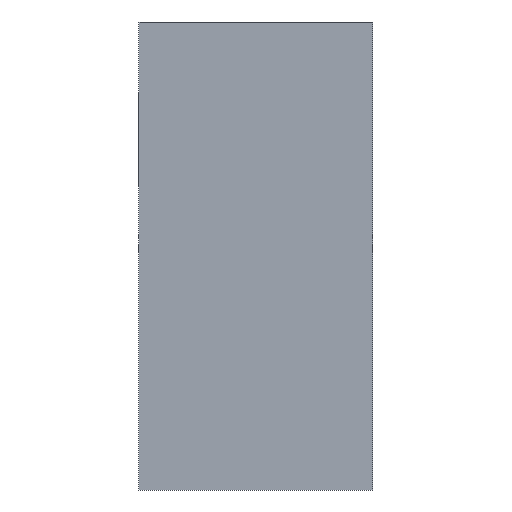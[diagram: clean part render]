
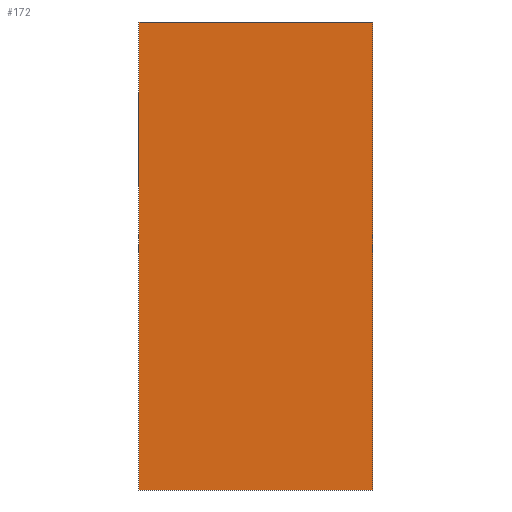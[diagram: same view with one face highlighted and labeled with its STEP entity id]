
A CAD part, left-side view. The second image highlights one B-rep face of the part: STEP entity #172.
In plain terms, the highlighted planar face has unit normal (-1, 0, 0).
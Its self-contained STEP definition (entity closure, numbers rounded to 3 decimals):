
#5 = ORIENTED_EDGE ( 'NONE', *, *, #12, .T. ) ;
#12 = EDGE_CURVE ( 'NONE', #438, #223, #388, .T. ) ;
#36 = CARTESIAN_POINT ( 'NONE',  ( -35., -25., 100. ) ) ;
#79 = CARTESIAN_POINT ( 'NONE',  ( -35., -25., 50. ) ) ;
#111 = EDGE_CURVE ( 'NONE', #156, #223, #251, .T. ) ;
#122 = ORIENTED_EDGE ( 'NONE', *, *, #271, .T. ) ;
#146 = CARTESIAN_POINT ( 'NONE',  ( -35., -25., 0. ) ) ;
#156 = VERTEX_POINT ( 'NONE', #36 ) ;
#158 = VECTOR ( 'NONE', #363, 1000. ) ;
#172 = ADVANCED_FACE ( 'NONE', ( #355 ), #186, .F. ) ;
#182 = DIRECTION ( 'NONE',  ( 0., 0., -1. ) ) ;
#186 = PLANE ( 'NONE',  #287 ) ;
#215 = VECTOR ( 'NONE', #242, 1000. ) ;
#222 = CARTESIAN_POINT ( 'NONE',  ( -35., 25., 100. ) ) ;
#223 = VERTEX_POINT ( 'NONE', #384 ) ;
#242 = DIRECTION ( 'NONE',  ( 0., 0., -1. ) ) ;
#251 = LINE ( 'NONE', #526, #215 ) ;
#271 = EDGE_CURVE ( 'NONE', #156, #333, #324, .T. ) ;
#286 = CARTESIAN_POINT ( 'NONE',  ( -35., 25., 100. ) ) ;
#287 = AXIS2_PLACEMENT_3D ( 'NONE', #79, #396, #182 ) ;
#309 = LINE ( 'NONE', #474, #158 ) ;
#313 = ORIENTED_EDGE ( 'NONE', *, *, #111, .F. ) ;
#324 = LINE ( 'NONE', #222, #563 ) ;
#333 = VERTEX_POINT ( 'NONE', #286 ) ;
#355 = FACE_OUTER_BOUND ( 'NONE', #638, .T. ) ;
#358 = VECTOR ( 'NONE', #690, 1000. ) ;
#363 = DIRECTION ( 'NONE',  ( 0., 0., -1. ) ) ;
#384 = CARTESIAN_POINT ( 'NONE',  ( -35., -25., 0. ) ) ;
#388 = LINE ( 'NONE', #146, #358 ) ;
#396 = DIRECTION ( 'NONE',  ( 1., 0., 0. ) ) ;
#422 = ORIENTED_EDGE ( 'NONE', *, *, #479, .T. ) ;
#438 = VERTEX_POINT ( 'NONE', #505 ) ;
#445 = DIRECTION ( 'NONE',  ( 0., 1., 0. ) ) ;
#474 = CARTESIAN_POINT ( 'NONE',  ( -35., 25., 50. ) ) ;
#479 = EDGE_CURVE ( 'NONE', #333, #438, #309, .T. ) ;
#505 = CARTESIAN_POINT ( 'NONE',  ( -35., 25., 0. ) ) ;
#526 = CARTESIAN_POINT ( 'NONE',  ( -35., -25., 50. ) ) ;
#563 = VECTOR ( 'NONE', #445, 1000. ) ;
#638 = EDGE_LOOP ( 'NONE', ( #5, #313, #122, #422 ) ) ;
#690 = DIRECTION ( 'NONE',  ( 0., -1., 0. ) ) ;
